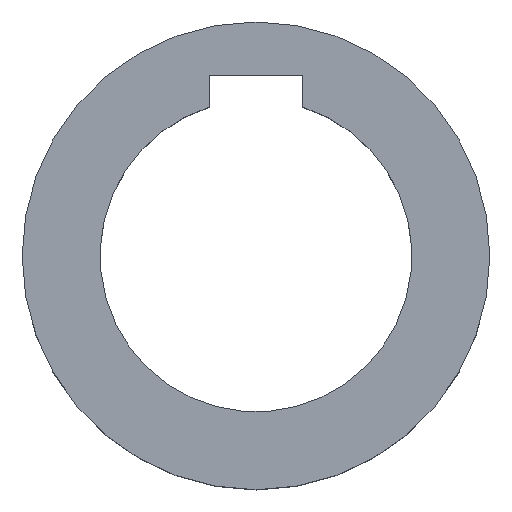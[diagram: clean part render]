
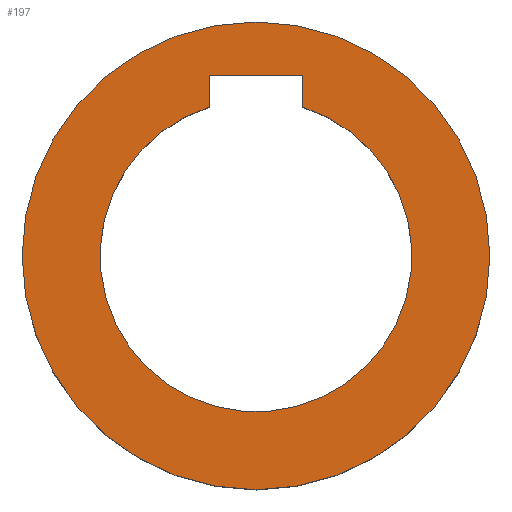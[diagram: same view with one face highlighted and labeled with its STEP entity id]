
A CAD part, top view. The second image highlights one B-rep face of the part: STEP entity #197.
In plain terms, the highlighted planar face has unit normal (0, 0, 1).
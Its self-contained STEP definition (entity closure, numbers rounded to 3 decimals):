
#25=CARTESIAN_POINT('',(3.,11.6,10.));
#26=VERTEX_POINT('',#25);
#27=CARTESIAN_POINT('',(-3.,11.6,10.));
#28=VERTEX_POINT('',#27);
#29=CARTESIAN_POINT('',(3.,11.6,10.));
#30=DIRECTION('',(-1.,0.,0.));
#31=VECTOR('',#30,6.);
#32=LINE('',#29,#31);
#33=EDGE_CURVE('',#26,#28,#32,.T.);
#65=CARTESIAN_POINT('',(3.,9.539,10.));
#66=VERTEX_POINT('',#65);
#67=CARTESIAN_POINT('',(3.,9.539,10.));
#68=DIRECTION('',(0.,1.,0.));
#69=VECTOR('',#68,2.061);
#70=LINE('',#67,#69);
#71=EDGE_CURVE('',#66,#26,#70,.T.);
#96=CARTESIAN_POINT('',(-3.,9.539,10.));
#97=VERTEX_POINT('',#96);
#98=CARTESIAN_POINT('',(-3.,11.6,10.));
#99=DIRECTION('',(0.,-1.,0.));
#100=VECTOR('',#99,2.061);
#101=LINE('',#98,#100);
#102=EDGE_CURVE('',#28,#97,#101,.T.);
#160=CARTESIAN_POINT('',(0.,0.,10.));
#161=DIRECTION('',(1.,0.,0.));
#162=DIRECTION('',(0.,0.,1.));
#163=AXIS2_PLACEMENT_3D('',#160,#162,#161);
#164=PLANE('',#163);
#165=CARTESIAN_POINT('',(15.,0.,10.));
#166=VERTEX_POINT('',#165);
#167=CARTESIAN_POINT('',(-15.,0.,10.));
#168=VERTEX_POINT('',#167);
#169=CARTESIAN_POINT('',(0.,0.,10.));
#170=DIRECTION('',(1.,0.,0.));
#171=DIRECTION('',(0.,0.,1.));
#172=AXIS2_PLACEMENT_3D('',#169,#171,#170);
#173=CIRCLE('',#172,15.);
#174=EDGE_CURVE('',#166,#168,#173,.T.);
#175=ORIENTED_EDGE('E15',*,*,#174,.T.);
#176=CARTESIAN_POINT('',(0.,0.,10.));
#177=DIRECTION('',(-1.,0.,0.));
#178=DIRECTION('',(-0.,0.,1.));
#179=AXIS2_PLACEMENT_3D('',#176,#178,#177);
#180=CIRCLE('',#179,15.);
#181=EDGE_CURVE('',#168,#166,#180,.T.);
#182=ORIENTED_EDGE('E16',*,*,#181,.T.);
#183=EDGE_LOOP('',(#175,#182));
#184=FACE_OUTER_BOUND('',#183,.T.);
#185=ORIENTED_EDGE('',*,*,#102,.F.);
#186=ORIENTED_EDGE('',*,*,#33,.F.);
#187=ORIENTED_EDGE('',*,*,#71,.F.);
#188=CARTESIAN_POINT('',(0.,0.,10.));
#189=DIRECTION('',(0.3,0.954,0.));
#190=DIRECTION('',(0.,0.,-1.));
#191=AXIS2_PLACEMENT_3D('',#188,#190,#189);
#192=CIRCLE('',#191,10.);
#193=EDGE_CURVE('',#66,#97,#192,.T.);
#194=ORIENTED_EDGE('E14',*,*,#193,.T.);
#195=EDGE_LOOP('',(#185,#186,#187,#194));
#196=FACE_BOUND('',#195,.T.);
#197=ADVANCED_FACE('F5',(#184,#196),#164,.T.);
